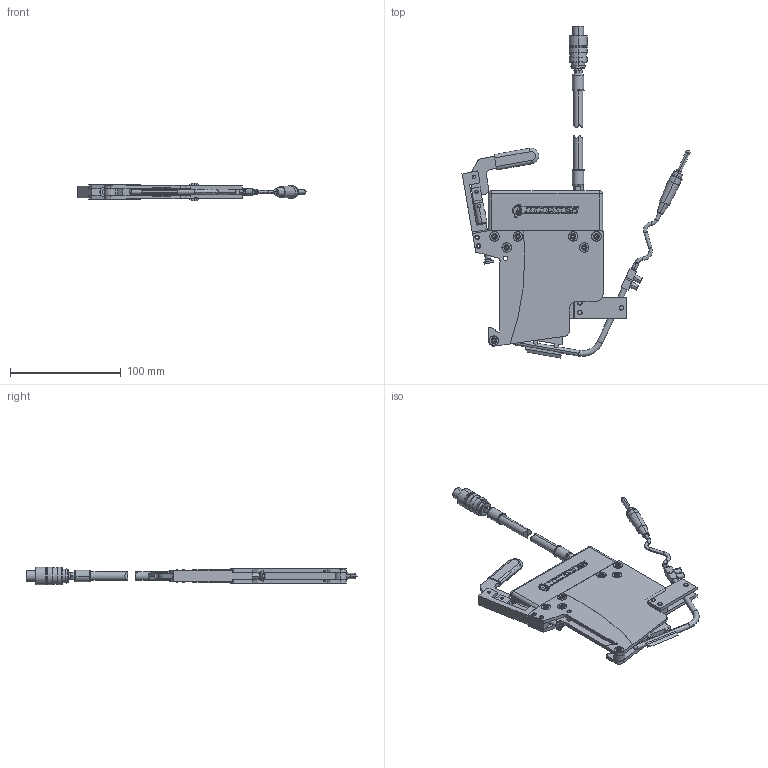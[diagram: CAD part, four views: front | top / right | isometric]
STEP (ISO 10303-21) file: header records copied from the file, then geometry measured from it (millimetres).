
FILE_DESCRIPTION (( 'STEP AP214' ), '1' );
FILE_NAME ('0.50 PQAS_QC_Heat Cut Knife Holder.STEP', '2022-10-19T16:11:02', ( '' ), ( '' ), 'SwSTEP 2.0', 'SolidWorks 2021', '' );
FILE_SCHEMA (( 'AUTOMOTIVE_DESIGN' ));
Length unit declared in the file: inch
Products named in the file (1): 0.50 PQAS_QC_Heat Cut Knife Holder
Bounding box: 205.75 x 299.58 x 16 mm (x, y, z)
Surface area: 79153.1 mm2 (no closed solid volume)
Topology: 0 solids, 82 shells, 731 faces, 2625 edges, 1941 vertices
Faces by surface type: plane 321, cylinder 298, cone 74, torus 24, sphere 13, bspline 1
Entity records: 38693 total; most frequent: CARTESIAN_POINT 7297, DIRECTION 4558, ORIENTED_EDGE 4036, EDGE_CURVE 2587, VERTEX_POINT 1931, AXIS2_PLACEMENT_3D 1612, LINE 1334, VECTOR 1334
